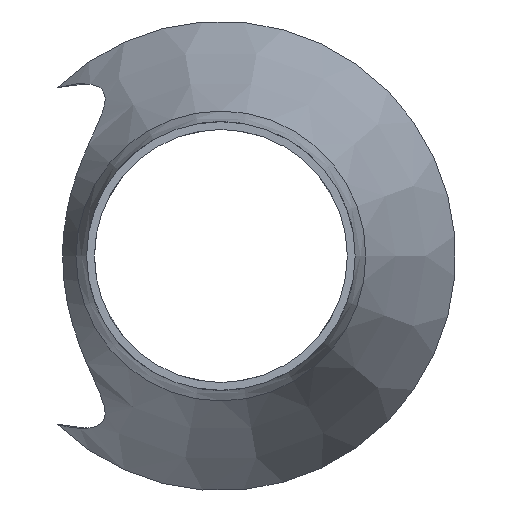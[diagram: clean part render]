
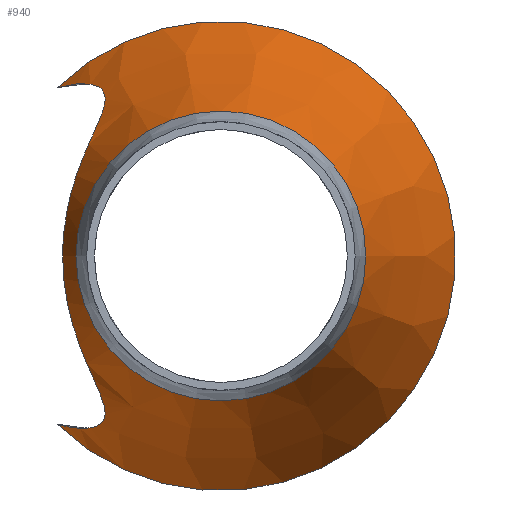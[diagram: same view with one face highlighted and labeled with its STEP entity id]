
A CAD part, front view. The second image highlights one B-rep face of the part: STEP entity #940.
In plain terms, the highlighted conical face has half-angle 20 degrees and reference radius 40.119 mm.
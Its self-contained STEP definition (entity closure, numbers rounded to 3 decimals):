
#81=B_SPLINE_CURVE_WITH_KNOTS('',3,(#1283,#1284,#1285,#1286,#1287,#1288,
#1289,#1290,#1291,#1292,#1293,#1294,#1295,#1296,#1297,#1298,#1299,#1300,
#1301,#1302,#1303,#1304,#1305,#1306),.UNSPECIFIED.,.F.,.F.,(4,2,2,2,2,2,
2,2,2,2,2,4),(11.789,12.396,13.003,13.611,
14.218,14.796,15.374,15.952,16.53,
17.432,18.335,18.661),.UNSPECIFIED.);
#82=B_SPLINE_CURVE_WITH_KNOTS('',3,(#1309,#1310,#1311,#1312,#1313,#1314,
#1315,#1316,#1317,#1318,#1319,#1320,#1321,#1322,#1323,#1324,#1325,#1326,
#1327,#1328,#1329,#1330,#1331,#1332),.UNSPECIFIED.,.F.,.F.,(4,2,2,2,2,2,
2,2,2,2,2,4),(4.916,5.243,6.146,7.048,
7.626,8.204,8.782,9.36,9.967,
10.574,11.182,11.789),.UNSPECIFIED.);
#128=FACE_OUTER_BOUND('',#176,.T.);
#176=EDGE_LOOP('',(#662,#663,#664,#665,#666,#667,#668));
#245=LINE('',#1281,#330);
#330=VECTOR('',#1082,40.119);
#416=CIRCLE('',#1013,31.509);
#417=CIRCLE('',#1014,31.509);
#418=CIRCLE('',#1016,51.038);
#425=VERTEX_POINT('',#1274);
#426=VERTEX_POINT('',#1276);
#427=VERTEX_POINT('',#1280);
#428=VERTEX_POINT('',#1282);
#429=VERTEX_POINT('',#1307);
#519=EDGE_CURVE('',#425,#426,#416,.T.);
#520=EDGE_CURVE('',#426,#425,#417,.T.);
#521=EDGE_CURVE('',#426,#427,#245,.T.);
#522=EDGE_CURVE('',#427,#428,#81,.T.);
#523=EDGE_CURVE('',#428,#429,#418,.T.);
#524=EDGE_CURVE('',#429,#427,#82,.T.);
#662=ORIENTED_EDGE('',*,*,#519,.F.);
#663=ORIENTED_EDGE('',*,*,#520,.F.);
#664=ORIENTED_EDGE('',*,*,#521,.T.);
#665=ORIENTED_EDGE('',*,*,#522,.T.);
#666=ORIENTED_EDGE('',*,*,#523,.T.);
#667=ORIENTED_EDGE('',*,*,#524,.T.);
#668=ORIENTED_EDGE('',*,*,#521,.F.);
#937=CONICAL_SURFACE('',#1015,40.119,0.349);
#940=ADVANCED_FACE('',(#128),#937,.T.);
#1013=AXIS2_PLACEMENT_3D('',#1277,#1076,#1077);
#1014=AXIS2_PLACEMENT_3D('',#1278,#1078,#1079);
#1015=AXIS2_PLACEMENT_3D('',#1279,#1080,#1081);
#1016=AXIS2_PLACEMENT_3D('',#1308,#1083,#1084);
#1076=DIRECTION('center_axis',(0.,-1.,0.));
#1077=DIRECTION('ref_axis',(-1.,0.,0.));
#1078=DIRECTION('center_axis',(0.,-1.,0.));
#1079=DIRECTION('ref_axis',(-1.,0.,0.));
#1080=DIRECTION('center_axis',(0.,1.,0.));
#1081=DIRECTION('ref_axis',(1.,0.,0.));
#1082=DIRECTION('',(-0.342,0.94,0.));
#1083=DIRECTION('center_axis',(0.,-1.,0.));
#1084=DIRECTION('ref_axis',(1.,0.,0.));
#1274=CARTESIAN_POINT('',(31.509,20.129,0.));
#1276=CARTESIAN_POINT('',(-31.509,20.129,0.));
#1277=CARTESIAN_POINT('Origin',(0.,20.129,
0.));
#1278=CARTESIAN_POINT('Origin',(0.,20.129,
0.));
#1279=CARTESIAN_POINT('Origin',(0.,43.786,
0.));
#1280=CARTESIAN_POINT('',(-34.407,28.092,0.));
#1281=CARTESIAN_POINT('',(-40.119,43.786,0.));
#1282=CARTESIAN_POINT('',(-35.578,73.786,-36.594));
#1283=CARTESIAN_POINT('Ctrl Pts',(-34.407,28.092,0.));
#1284=CARTESIAN_POINT('Ctrl Pts',(-34.407,28.092,-2.024));
#1285=CARTESIAN_POINT('Ctrl Pts',(-34.285,28.259,-4.111));
#1286=CARTESIAN_POINT('Ctrl Pts',(-33.787,28.953,-8.264));
#1287=CARTESIAN_POINT('Ctrl Pts',(-33.411,29.481,-10.329));
#1288=CARTESIAN_POINT('Ctrl Pts',(-32.461,30.864,-14.307));
#1289=CARTESIAN_POINT('Ctrl Pts',(-31.887,31.721,-16.223));
#1290=CARTESIAN_POINT('Ctrl Pts',(-30.645,33.686,-19.81));
#1291=CARTESIAN_POINT('Ctrl Pts',(-29.979,34.795,-21.482));
#1292=CARTESIAN_POINT('Ctrl Pts',(-28.722,37.092,-24.44));
#1293=CARTESIAN_POINT('Ctrl Pts',(-28.076,38.365,-25.86));
#1294=CARTESIAN_POINT('Ctrl Pts',(-26.874,41.176,-28.529));
#1295=CARTESIAN_POINT('Ctrl Pts',(-26.319,42.714,-29.779));
#1296=CARTESIAN_POINT('Ctrl Pts',(-25.49,45.985,-32.027));
#1297=CARTESIAN_POINT('Ctrl Pts',(-25.219,47.724,-33.029));
#1298=CARTESIAN_POINT('Ctrl Pts',(-25.117,51.297,-34.725));
#1299=CARTESIAN_POINT('Ctrl Pts',(-25.288,53.131,-35.419));
#1300=CARTESIAN_POINT('Ctrl Pts',(-26.269,57.768,-36.793));
#1301=CARTESIAN_POINT('Ctrl Pts',(-27.36,60.519,-37.253));
#1302=CARTESIAN_POINT('Ctrl Pts',(-30.122,65.888,-37.595));
#1303=CARTESIAN_POINT('Ctrl Pts',(-31.79,68.507,-37.475));
#1304=CARTESIAN_POINT('Ctrl Pts',(-34.235,71.975,-36.964));
#1305=CARTESIAN_POINT('Ctrl Pts',(-34.901,72.887,-36.795));
#1306=CARTESIAN_POINT('Ctrl Pts',(-35.578,73.786,-36.594));
#1307=CARTESIAN_POINT('',(-35.578,73.786,36.594));
#1308=CARTESIAN_POINT('Origin',(0.,73.786,
0.));
#1309=CARTESIAN_POINT('Ctrl Pts',(-35.578,73.786,36.594));
#1310=CARTESIAN_POINT('Ctrl Pts',(-34.901,72.887,36.795));
#1311=CARTESIAN_POINT('Ctrl Pts',(-34.235,71.975,36.964));
#1312=CARTESIAN_POINT('Ctrl Pts',(-31.79,68.507,37.475));
#1313=CARTESIAN_POINT('Ctrl Pts',(-30.122,65.888,37.595));
#1314=CARTESIAN_POINT('Ctrl Pts',(-27.36,60.519,37.253));
#1315=CARTESIAN_POINT('Ctrl Pts',(-26.269,57.768,36.793));
#1316=CARTESIAN_POINT('Ctrl Pts',(-25.288,53.131,35.419));
#1317=CARTESIAN_POINT('Ctrl Pts',(-25.117,51.297,34.725));
#1318=CARTESIAN_POINT('Ctrl Pts',(-25.219,47.724,33.029));
#1319=CARTESIAN_POINT('Ctrl Pts',(-25.49,45.985,32.027));
#1320=CARTESIAN_POINT('Ctrl Pts',(-26.319,42.714,29.779));
#1321=CARTESIAN_POINT('Ctrl Pts',(-26.874,41.176,28.529));
#1322=CARTESIAN_POINT('Ctrl Pts',(-28.076,38.365,25.86));
#1323=CARTESIAN_POINT('Ctrl Pts',(-28.722,37.092,24.44));
#1324=CARTESIAN_POINT('Ctrl Pts',(-29.979,34.795,21.482));
#1325=CARTESIAN_POINT('Ctrl Pts',(-30.645,33.686,19.81));
#1326=CARTESIAN_POINT('Ctrl Pts',(-31.887,31.721,16.223));
#1327=CARTESIAN_POINT('Ctrl Pts',(-32.461,30.864,14.307));
#1328=CARTESIAN_POINT('Ctrl Pts',(-33.411,29.481,10.329));
#1329=CARTESIAN_POINT('Ctrl Pts',(-33.787,28.953,8.264));
#1330=CARTESIAN_POINT('Ctrl Pts',(-34.285,28.259,4.111));
#1331=CARTESIAN_POINT('Ctrl Pts',(-34.407,28.092,2.024));
#1332=CARTESIAN_POINT('Ctrl Pts',(-34.407,28.092,0.));
